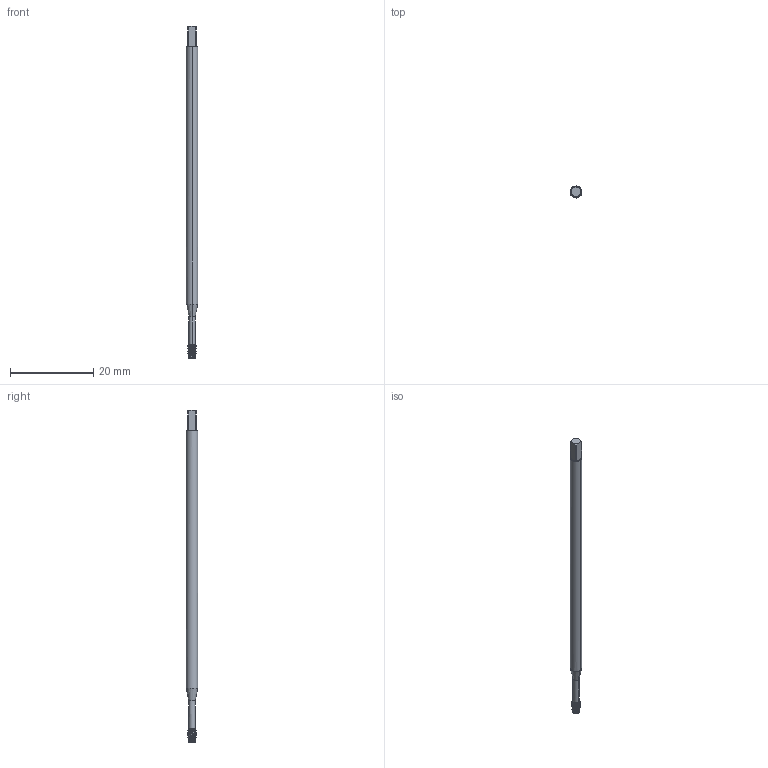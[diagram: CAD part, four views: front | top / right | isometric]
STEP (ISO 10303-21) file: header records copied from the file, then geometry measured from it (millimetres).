
FILE_DESCRIPTION(('no description'),'unknown implementation level');
FILE_NAME('solidRN6vcXr0kTz_vzTNzNc0lwFUGQM_1.STP',' ',('CIM GmbH Aachen'),('CADClick - KiM GmbH - www.kimweb.de'),'unknown preprocess','ACIS','unknown authorization');
FILE_SCHEMA(('automotive_design'));
Length unit declared in the file: millimetre
Products named in the file (2): 1; 2
Bounding box: 2.8 x 2.8 x 80 mm (x, y, z)
Volume: 434.3 mm3; surface area: 704 mm2
Topology: 2 solids, 2 shells, 177 faces, 485 edges, 310 vertices
Faces by surface type: cone 84, cylinder 70, plane 17, bspline 4, revolution 2
Entity records: 13302 total; most frequent: CARTESIAN_POINT 3603, STYLED_ITEM 972, PRESENTATION_STYLE_ASSIGNMENT 972, COLOUR_RGB 972, ORIENTED_EDGE 966, DIRECTION 843, EDGE_CURVE 483, CURVE_STYLE 483
